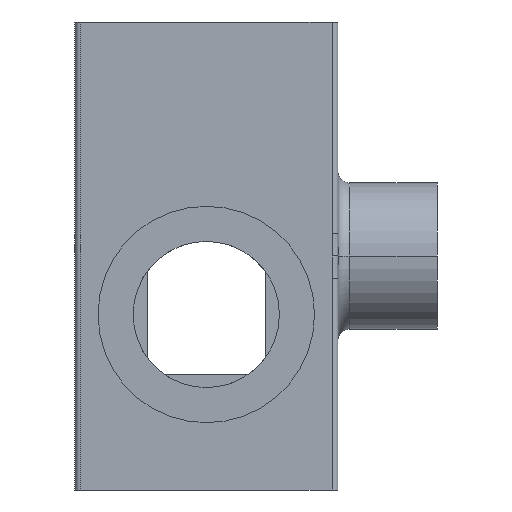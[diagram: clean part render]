
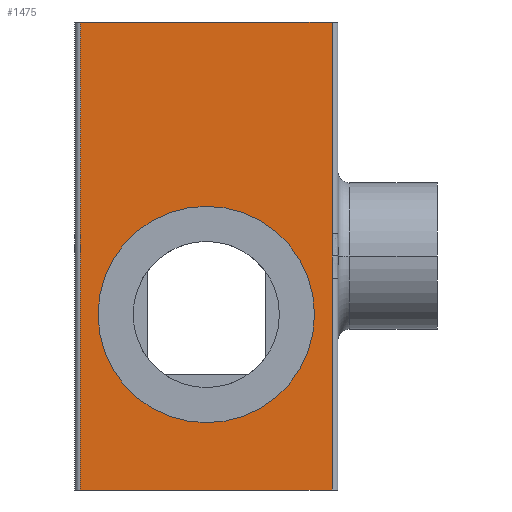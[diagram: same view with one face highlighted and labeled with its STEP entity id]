
A CAD part, front view. The second image highlights one B-rep face of the part: STEP entity #1475.
In plain terms, the highlighted planar face has unit normal (0, -1, 0).
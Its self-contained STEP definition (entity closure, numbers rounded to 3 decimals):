
#254=DIRECTION('',(-1.,0.,0.));
#255=VECTOR('',#254,43.);
#256=CARTESIAN_POINT('',(-1.,-15.,40.));
#257=LINE('',#256,#255);
#263=DIRECTION('',(0.,0.,1.));
#264=VECTOR('',#263,80.);
#265=CARTESIAN_POINT('',(-44.,-15.,-40.));
#266=LINE('',#265,#264);
#267=DIRECTION('',(0.,0.,-1.));
#268=VECTOR('',#267,36.225);
#269=CARTESIAN_POINT('',(-1.,-15.,40.));
#270=LINE('',#269,#268);
#271=CARTESIAN_POINT('',(-1.,-15.,3.775));
#272=CARTESIAN_POINT('',(-1.,-15.,3.493));
#273=CARTESIAN_POINT('',(-0.995,-15.,
2.915));
#274=CARTESIAN_POINT('',(-0.979,-15.,
2.028));
#275=CARTESIAN_POINT('',(-0.963,-15.,
1.071));
#276=CARTESIAN_POINT('',(-0.958,-15.,
0.367));
#277=CARTESIAN_POINT('',(-0.958,-15.,0.));
#279=CARTESIAN_POINT('',(-0.958,-15.,0.));
#280=CARTESIAN_POINT('',(-0.958,-15.,-0.305));
#281=CARTESIAN_POINT('',(-0.962,-15.,-0.912));
#282=CARTESIAN_POINT('',(-0.974,-15.,-1.784));
#283=CARTESIAN_POINT('',(-0.992,-15.,-2.722));
#284=CARTESIAN_POINT('',(-1.,-15.,-3.414));
#285=CARTESIAN_POINT('',(-1.,-15.,-3.775));
#287=DIRECTION('',(0.,0.,-1.));
#288=VECTOR('',#287,36.225);
#289=CARTESIAN_POINT('',(-1.,-15.,-3.775));
#290=LINE('',#289,#288);
#291=DIRECTION('',(-1.,0.,0.));
#292=VECTOR('',#291,43.);
#293=CARTESIAN_POINT('',(-1.,-15.,-40.));
#294=LINE('',#293,#292);
#295=CARTESIAN_POINT('',(-22.5,-15.,-10.));
#296=DIRECTION('',(0.,-1.,0.));
#297=DIRECTION('',(-1.,0.,0.));
#298=AXIS2_PLACEMENT_3D('',#295,#296,#297);
#300=CARTESIAN_POINT('',(-22.5,-15.,-10.));
#301=DIRECTION('',(0.,-1.,0.));
#302=DIRECTION('',(1.,0.,0.));
#303=AXIS2_PLACEMENT_3D('',#300,#301,#302);
#838=CARTESIAN_POINT('',(-44.,-15.,40.));
#840=VERTEX_POINT('',#838);
#841=CARTESIAN_POINT('',(-44.,-15.,-40.));
#842=VERTEX_POINT('',#841);
#862=CARTESIAN_POINT('',(-1.,-15.,-40.));
#864=VERTEX_POINT('',#862);
#865=CARTESIAN_POINT('',(-1.,-15.,-3.775));
#866=VERTEX_POINT('',#865);
#870=VERTEX_POINT('',#279);
#872=VERTEX_POINT('',#271);
#873=CARTESIAN_POINT('',(-1.,-15.,40.));
#875=VERTEX_POINT('',#873);
#881=CARTESIAN_POINT('',(-41.,-15.,-10.));
#882=CARTESIAN_POINT('',(-4.,-15.,-10.));
#883=VERTEX_POINT('',#881);
#884=VERTEX_POINT('',#882);
#1454=CARTESIAN_POINT('',(0.,-15.,-40.));
#1455=DIRECTION('',(0.,-1.,0.));
#1456=DIRECTION('',(0.,0.,1.));
#1457=AXIS2_PLACEMENT_3D('',#1454,#1455,#1456);
#1458=PLANE('',#1457);
#1460=ORIENTED_EDGE('',*,*,#1459,.T.);
#1461=ORIENTED_EDGE('',*,*,#1432,.F.);
#1462=ORIENTED_EDGE('',*,*,#1449,.T.);
#1463=ORIENTED_EDGE('',*,*,#1234,.T.);
#1464=ORIENTED_EDGE('',*,*,#1281,.T.);
#1465=ORIENTED_EDGE('',*,*,#1294,.T.);
#1466=ORIENTED_EDGE('',*,*,#1313,.T.);
#1467=EDGE_LOOP('',(#1460,#1461,#1462,#1463,#1464,#1465,#1466));
#1468=FACE_OUTER_BOUND('',#1467,.F.);
#1470=ORIENTED_EDGE('',*,*,#1469,.T.);
#1472=ORIENTED_EDGE('',*,*,#1471,.T.);
#1473=EDGE_LOOP('',(#1470,#1472));
#1474=FACE_BOUND('',#1473,.F.);
#1475=ADVANCED_FACE('',(#1468,#1474),#1458,.T.);
#278=B_SPLINE_CURVE_WITH_KNOTS('',3,(#271,#272,#273,#274,#275,#276,#277),
.UNSPECIFIED.,.F.,.F.,(4,1,1,1,4),(0.,0.25,0.5,0.75,1.),
.UNSPECIFIED.);
#286=B_SPLINE_CURVE_WITH_KNOTS('',3,(#279,#280,#281,#282,#283,#284,#285),
.UNSPECIFIED.,.F.,.F.,(4,1,1,1,4),(0.,0.25,0.5,0.75,1.),
.UNSPECIFIED.);
#299=CIRCLE('',#298,18.5);
#304=CIRCLE('',#303,18.5);
#1234=EDGE_CURVE('',#872,#870,#278,.T.);
#1281=EDGE_CURVE('',#870,#866,#286,.T.);
#1294=EDGE_CURVE('',#866,#864,#290,.T.);
#1313=EDGE_CURVE('',#864,#842,#294,.T.);
#1432=EDGE_CURVE('',#875,#840,#257,.T.);
#1449=EDGE_CURVE('',#875,#872,#270,.T.);
#1459=EDGE_CURVE('',#842,#840,#266,.T.);
#1469=EDGE_CURVE('',#883,#884,#299,.T.);
#1471=EDGE_CURVE('',#884,#883,#304,.T.);
